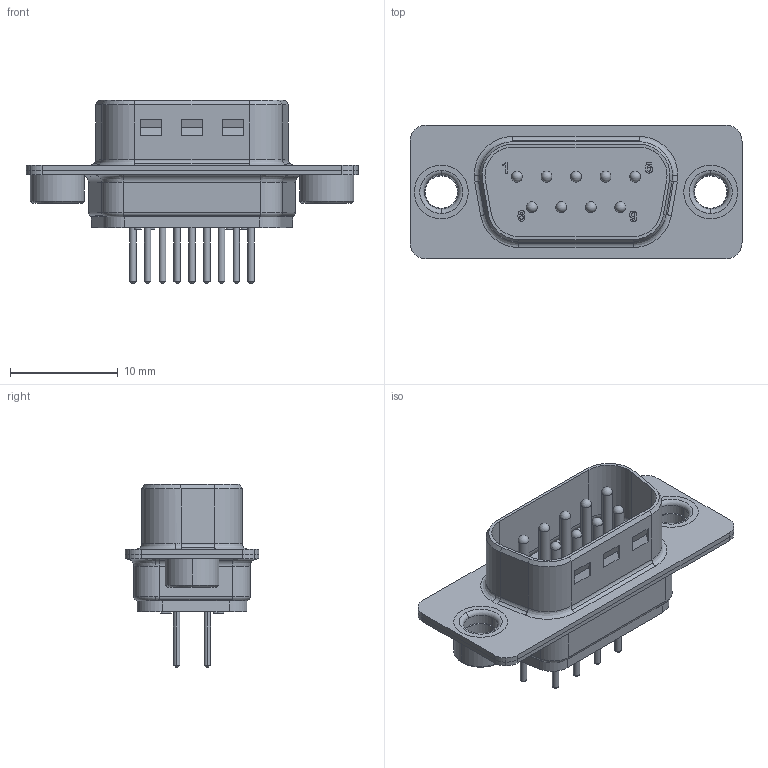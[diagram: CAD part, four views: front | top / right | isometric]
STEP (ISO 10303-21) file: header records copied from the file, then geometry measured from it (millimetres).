
FILE_DESCRIPTION((''),'2;1');
FILE_NAME('210111023.stp','2007-10-26T13:41:15',('martin.rickli'),(''),'Autodesk Inventor 9','Autodesk Inventor 9','');
FILE_SCHEMA(('AUTOMOTIVE_DESIGN { 1 0 10303 214 1 1 1 1 }'));
Length unit declared in the file: millimetre
Products named in the file (7): 052124; 00032a_09; R+B00056f; R+B00143b; R+B00140; R+B00108b_male; DE002592
Assembly tree (15 placements, depth 2):
  052124
    00032a_09
    R+B00056f  x9
    R+B00143b
    R+B00140
    R+B00108b_male  x2
    DE002592
Bounding box: 30.8 x 12.4 x 17 mm (x, y, z)
Volume: 1078 mm3; surface area: 3608.1 mm2
Topology: 15 solids, 15 shells, 1775 faces, 4377 edges, 2672 vertices
Faces by surface type: plane 1337, cylinder 229, bspline 112, cone 66, torus 22, sphere 9
Entity records: 19795 total; most frequent: CARTESIAN_POINT 6500, ORIENTED_EDGE 2768, DIRECTION 2748, EDGE_CURVE 1384, AXIS2_PLACEMENT_3D 1005, VERTEX_POINT 881, VECTOR 738, LINE 738
